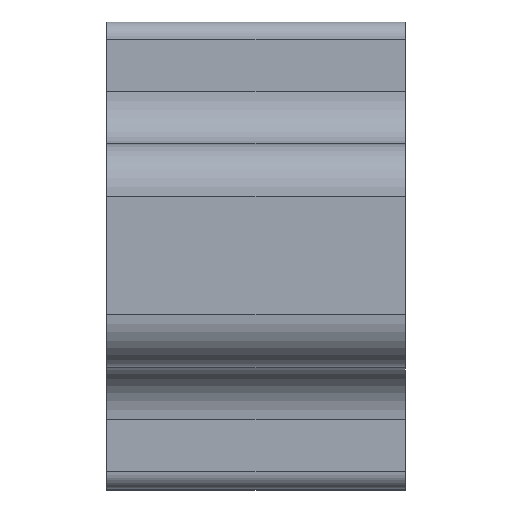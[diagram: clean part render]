
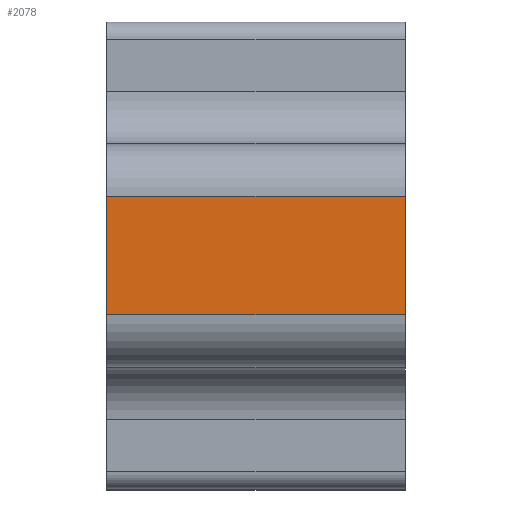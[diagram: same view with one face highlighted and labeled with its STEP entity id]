
A CAD part, top view. The second image highlights one B-rep face of the part: STEP entity #2078.
In plain terms, the highlighted planar face has unit normal (0, 0, 1).
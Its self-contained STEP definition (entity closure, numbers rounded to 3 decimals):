
#218=FACE_OUTER_BOUND('',#341,.T.);
#341=EDGE_LOOP('',(#1873,#1874,#1875,#1876));
#358=LINE('',#2875,#596);
#451=LINE('',#3114,#689);
#481=LINE('',#3193,#719);
#486=LINE('',#3202,#724);
#596=VECTOR('',#2297,10.);
#689=VECTOR('',#2508,10.);
#719=VECTOR('',#2588,10.);
#724=VECTOR('',#2601,10.);
#844=VERTEX_POINT('',#2872);
#845=VERTEX_POINT('',#2874);
#931=VERTEX_POINT('',#3111);
#932=VERTEX_POINT('',#3113);
#1038=EDGE_CURVE('',#844,#845,#358,.T.);
#1156=EDGE_CURVE('',#931,#932,#451,.T.);
#1197=EDGE_CURVE('',#845,#931,#481,.T.);
#1202=EDGE_CURVE('',#932,#844,#486,.T.);
#1873=ORIENTED_EDGE('',*,*,#1197,.F.);
#1874=ORIENTED_EDGE('',*,*,#1038,.F.);
#1875=ORIENTED_EDGE('',*,*,#1202,.F.);
#1876=ORIENTED_EDGE('',*,*,#1156,.F.);
#1969=PLANE('',#2255);
#2078=ADVANCED_FACE('',(#218),#1969,.T.);
#2255=AXIS2_PLACEMENT_3D('',#3417,#2818,#2819);
#2297=DIRECTION('',(0.,-1.,0.));
#2508=DIRECTION('',(0.,1.,0.));
#2588=DIRECTION('',(-1.,0.,0.));
#2601=DIRECTION('',(1.,0.,0.));
#2818=DIRECTION('center_axis',(0.,0.,1.));
#2819=DIRECTION('ref_axis',(0.,-1.,0.));
#2872=CARTESIAN_POINT('',(17.3,-18.95,62.));
#2874=CARTESIAN_POINT('',(17.3,-25.75,62.));
#2875=CARTESIAN_POINT('',(17.3,-35.75,62.));
#3111=CARTESIAN_POINT('',(0.2,-25.75,62.));
#3113=CARTESIAN_POINT('',(0.2,-18.95,62.));
#3114=CARTESIAN_POINT('',(0.2,-28.75,62.));
#3193=CARTESIAN_POINT('',(14.3,-25.75,62.));
#3202=CARTESIAN_POINT('',(14.3,-18.95,62.));
#3417=CARTESIAN_POINT('Origin',(14.3,-15.95,62.));
